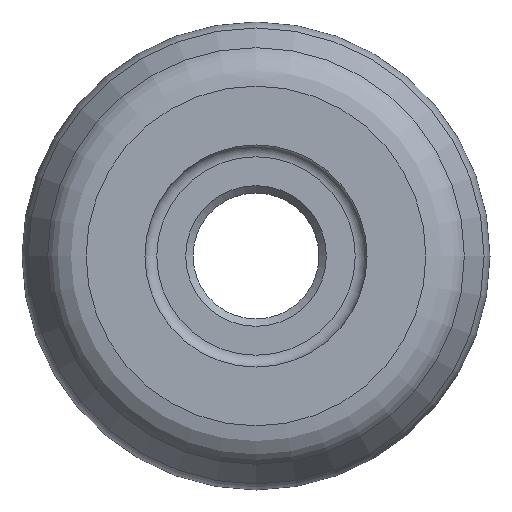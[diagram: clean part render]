
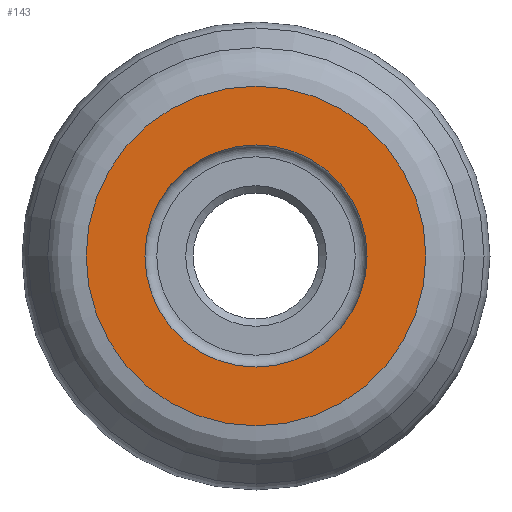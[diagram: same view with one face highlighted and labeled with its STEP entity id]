
A CAD part, front view. The second image highlights one B-rep face of the part: STEP entity #143.
In plain terms, the highlighted planar face has unit normal (0, -1, 0).
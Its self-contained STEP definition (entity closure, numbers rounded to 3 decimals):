
#9 = DIRECTION ( 'NONE',  ( 0., 1., 0. ) ) ;
#15 = EDGE_LOOP ( 'NONE', ( #732 ) ) ;
#17 = VERTEX_POINT ( 'NONE', #559 ) ;
#100 = CIRCLE ( 'NONE', #450, 7.5 ) ;
#125 = AXIS2_PLACEMENT_3D ( 'NONE', #159, #510, #506 ) ;
#143 = ADVANCED_FACE ( 'NONE', ( #577, #766 ), #460, .F. ) ;
#157 = EDGE_CURVE ( 'NONE', #680, #680, #767, .T. ) ;
#159 = CARTESIAN_POINT ( 'NONE',  ( 0., 0., -7.5 ) ) ;
#166 = CARTESIAN_POINT ( 'NONE',  ( 0., 0., 0. ) ) ;
#217 = DIRECTION ( 'NONE',  ( 0., 0., 1. ) ) ;
#323 = CARTESIAN_POINT ( 'NONE',  ( 0., 0., 11.47 ) ) ;
#344 = EDGE_CURVE ( 'NONE', #17, #17, #100, .T. ) ;
#355 = DIRECTION ( 'NONE',  ( 0., 0., 1. ) ) ;
#402 = DIRECTION ( 'NONE',  ( 0., 1., 0. ) ) ;
#450 = AXIS2_PLACEMENT_3D ( 'NONE', #648, #9, #355 ) ;
#460 = PLANE ( 'NONE',  #125 ) ;
#506 = DIRECTION ( 'NONE',  ( 0., 0., 1. ) ) ;
#510 = DIRECTION ( 'NONE',  ( 0., 1., 0. ) ) ;
#558 = EDGE_LOOP ( 'NONE', ( #623 ) ) ;
#559 = CARTESIAN_POINT ( 'NONE',  ( 0., 0., 7.5 ) ) ;
#577 = FACE_OUTER_BOUND ( 'NONE', #558, .T. ) ;
#623 = ORIENTED_EDGE ( 'NONE', *, *, #157, .F. ) ;
#634 = AXIS2_PLACEMENT_3D ( 'NONE', #166, #402, #217 ) ;
#648 = CARTESIAN_POINT ( 'NONE',  ( 0., 0., 0. ) ) ;
#680 = VERTEX_POINT ( 'NONE', #323 ) ;
#732 = ORIENTED_EDGE ( 'NONE', *, *, #344, .T. ) ;
#766 = FACE_BOUND ( 'NONE', #15, .T. ) ;
#767 = CIRCLE ( 'NONE', #634, 11.47 ) ;
